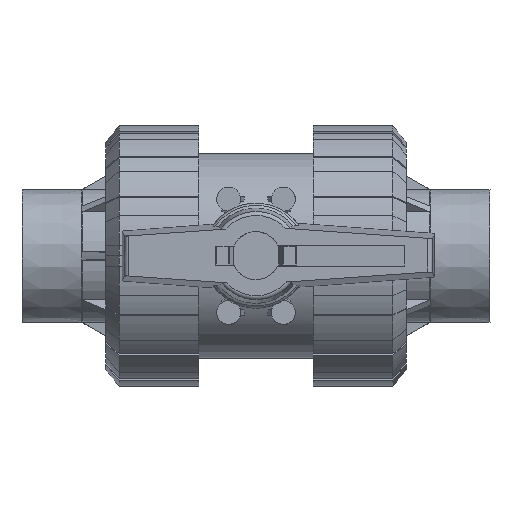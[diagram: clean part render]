
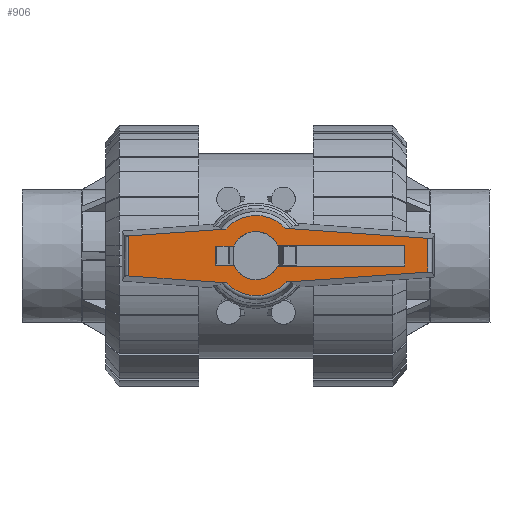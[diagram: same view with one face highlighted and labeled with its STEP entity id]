
A CAD part, top view. The second image highlights one B-rep face of the part: STEP entity #906.
In plain terms, the highlighted planar face has unit normal (0, 0, 1).
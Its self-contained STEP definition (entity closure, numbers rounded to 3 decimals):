
#906=ADVANCED_FACE('',(#2141,#2142),#2143,.T.);
#2141=FACE_BOUND('',#3775,.T.);
#2142=FACE_OUTER_BOUND('',#3776,.T.);
#2143=PLANE('',#3777);
#3775=EDGE_LOOP('',(#6094,#6095,#6096,#6097,#6098,#6099,#6100,#6101));
#3776=EDGE_LOOP('',(#6102,#6103,#6104,#6105,#6106,#6107,#6108,#6109));
#3777=AXIS2_PLACEMENT_3D('',#6110,#6111,#6112);
#6094=ORIENTED_EDGE('',*,*,#10367,.T.);
#6095=ORIENTED_EDGE('',*,*,#10438,.T.);
#6096=ORIENTED_EDGE('',*,*,#10545,.T.);
#6097=ORIENTED_EDGE('',*,*,#10553,.T.);
#6098=ORIENTED_EDGE('',*,*,#10349,.T.);
#6099=ORIENTED_EDGE('',*,*,#10289,.T.);
#6100=ORIENTED_EDGE('',*,*,#10280,.T.);
#6101=ORIENTED_EDGE('',*,*,#10358,.T.);
#6102=ORIENTED_EDGE('',*,*,#10502,.T.);
#6103=ORIENTED_EDGE('',*,*,#10657,.T.);
#6104=ORIENTED_EDGE('',*,*,#10599,.T.);
#6105=ORIENTED_EDGE('',*,*,#10606,.F.);
#6106=ORIENTED_EDGE('',*,*,#10534,.T.);
#6107=ORIENTED_EDGE('',*,*,#10637,.T.);
#6108=ORIENTED_EDGE('',*,*,#10580,.T.);
#6109=ORIENTED_EDGE('',*,*,#10587,.T.);
#6110=CARTESIAN_POINT('',(9.557,0.0,177.0));
#6111=DIRECTION('',(0.0,0.0,1.0));
#6112=DIRECTION('',(1.0,0.0,0.0));
#10280=EDGE_CURVE('',#12364,#12365,#12366,.T.);
#10289=EDGE_CURVE('',#12379,#12364,#12380,.T.);
#10349=EDGE_CURVE('',#12476,#12379,#12477,.T.);
#10358=EDGE_CURVE('',#12365,#12490,#12491,.T.);
#10367=EDGE_CURVE('',#12490,#12501,#12502,.T.);
#10438=EDGE_CURVE('',#12501,#12593,#12595,.T.);
#10502=EDGE_CURVE('',#12703,#12701,#12704,.T.);
#10534=EDGE_CURVE('',#12758,#12756,#12759,.T.);
#10545=EDGE_CURVE('',#12593,#12776,#12777,.T.);
#10553=EDGE_CURVE('',#12776,#12476,#12786,.T.);
#10580=EDGE_CURVE('',#12823,#12821,#12824,.T.);
#10587=EDGE_CURVE('',#12821,#12703,#12834,.T.);
#10599=EDGE_CURVE('',#12851,#12849,#12852,.T.);
#10606=EDGE_CURVE('',#12758,#12849,#12862,.T.);
#10637=EDGE_CURVE('',#12756,#12823,#12899,.T.);
#10657=EDGE_CURVE('',#12701,#12851,#12919,.T.);
#12364=VERTEX_POINT('',#15433);
#12365=VERTEX_POINT('',#15434);
#12366=LINE('',#15435,#15436);
#12379=VERTEX_POINT('',#15455);
#12380=LINE('',#15456,#15457);
#12476=VERTEX_POINT('',#15586);
#12477=CIRCLE('',#15587,11.429);
#12490=VERTEX_POINT('',#15602);
#12491=LINE('',#15603,#15604);
#12501=VERTEX_POINT('',#15619);
#12502=CIRCLE('',#15620,11.429);
#12593=VERTEX_POINT('',#15744);
#12595=LINE('',#15747,#15748);
#12701=VERTEX_POINT('',#16053);
#12703=VERTEX_POINT('',#16080);
#12704=LINE('',#16081,#16082);
#12756=VERTEX_POINT('',#16248);
#12758=VERTEX_POINT('',#16275);
#12759=LINE('',#16276,#16277);
#12776=VERTEX_POINT('',#16299);
#12777=LINE('',#16300,#16301);
#12786=LINE('',#16313,#16314);
#12821=VERTEX_POINT('',#16359);
#12823=VERTEX_POINT('',#16361);
#12824=LINE('',#16362,#16363);
#12834=LINE('',#16435,#16436);
#12849=VERTEX_POINT('',#16455);
#12851=VERTEX_POINT('',#16457);
#12852=LINE('',#16458,#16459);
#12862=LINE('',#16531,#16532);
#12899=CIRCLE('',#16641,19.113);
#12919=CIRCLE('',#16661,19.113);
#15433=CARTESIAN_POINT('',(70.833,5.0,177.0));
#15434=CARTESIAN_POINT('',(70.833,-5.0,177.0));
#15435=CARTESIAN_POINT('',(70.833,0.0,177.0));
#15436=VECTOR('',#21527,1.0);
#15455=CARTESIAN_POINT('',(10.277,5.0,177.0));
#15456=CARTESIAN_POINT('',(22.487,5.0,177.0));
#15457=VECTOR('',#21534,1.0);
#15586=CARTESIAN_POINT('',(-10.505,4.5,177.0));
#15587=AXIS2_PLACEMENT_3D('',#21622,#21623,#21624);
#15602=CARTESIAN_POINT('',(10.277,-5.0,177.0));
#15603=CARTESIAN_POINT('',(22.487,-5.0,177.0));
#15604=VECTOR('',#21639,1.0);
#15619=CARTESIAN_POINT('',(-10.505,-4.5,177.0));
#15620=AXIS2_PLACEMENT_3D('',#21645,#21646,#21647);
#15744=CARTESIAN_POINT('',(-19.333,-4.5,177.0));
#15747=CARTESIAN_POINT('',(-2.829,-4.5,177.0));
#15748=VECTOR('',#21715,1.0);
#16053=CARTESIAN_POINT('',(-14.032,-12.977,177.0));
#16080=CARTESIAN_POINT('',(-60.662,-9.716,177.0));
#16081=CARTESIAN_POINT('',(-4.413,-13.65,177.0));
#16082=VECTOR('',#21769,1.0);
#16248=CARTESIAN_POINT('',(14.032,12.977,177.0));
#16275=CARTESIAN_POINT('',(81.912,8.23,177.0));
#16276=CARTESIAN_POINT('',(43.917,10.887,177.0));
#16277=VECTOR('',#21797,1.0);
#16299=CARTESIAN_POINT('',(-19.333,4.5,177.0));
#16300=CARTESIAN_POINT('',(-19.333,6.75,177.0));
#16301=VECTOR('',#21812,1.0);
#16313=CARTESIAN_POINT('',(-2.829,4.5,177.0));
#16314=VECTOR('',#21819,1.0);
#16359=CARTESIAN_POINT('',(-60.662,9.362,177.0));
#16361=CARTESIAN_POINT('',(-14.373,12.599,177.0));
#16362=CARTESIAN_POINT('',(-3.135,13.384,177.0));
#16363=VECTOR('',#21851,1.0);
#16435=CARTESIAN_POINT('',(-60.662,18.0,177.0));
#16436=VECTOR('',#21853,1.0);
#16455=CARTESIAN_POINT('',(81.912,-7.876,177.0));
#16457=CARTESIAN_POINT('',(14.373,-12.599,177.0));
#16458=CARTESIAN_POINT('',(45.145,-10.447,177.0));
#16459=VECTOR('',#21867,1.0);
#16531=CARTESIAN_POINT('',(81.912,18.0,177.0));
#16532=VECTOR('',#21869,1.0);
#16641=AXIS2_PLACEMENT_3D('',#21904,#21905,#21906);
#16661=AXIS2_PLACEMENT_3D('',#21931,#21932,#21933);
#21527=DIRECTION('',(0.0,-1.0,0.0));
#21534=DIRECTION('',(1.0,0.0,-0.0));
#21622=CARTESIAN_POINT('',(0.0,0.0,177.0));
#21623=DIRECTION('',(0.0,0.0,-1.0));
#21624=DIRECTION('',(1.0,0.0,0.0));
#21639=DIRECTION('',(-1.0,0.0,0.0));
#21645=CARTESIAN_POINT('',(0.0,0.0,177.0));
#21646=DIRECTION('',(0.0,0.0,-1.0));
#21647=DIRECTION('',(1.0,0.0,0.0));
#21715=DIRECTION('',(-1.0,0.0,0.0));
#21769=DIRECTION('',(0.998,-0.07,0.0));
#21797=DIRECTION('',(-0.998,0.07,0.0));
#21812=DIRECTION('',(0.0,1.0,-0.0));
#21819=DIRECTION('',(1.0,0.0,0.0));
#21851=DIRECTION('',(-0.998,-0.07,0.0));
#21853=DIRECTION('',(0.0,-1.0,0.0));
#21867=DIRECTION('',(0.998,0.07,-0.0));
#21869=DIRECTION('',(0.0,-1.0,0.0));
#21904=CARTESIAN_POINT('',(0.0,0.0,177.0));
#21905=DIRECTION('',(0.0,0.0,1.0));
#21906=DIRECTION('',(1.0,0.0,0.0));
#21931=CARTESIAN_POINT('',(0.0,0.0,177.0));
#21932=DIRECTION('',(0.0,0.0,1.0));
#21933=DIRECTION('',(1.0,0.0,0.0));
